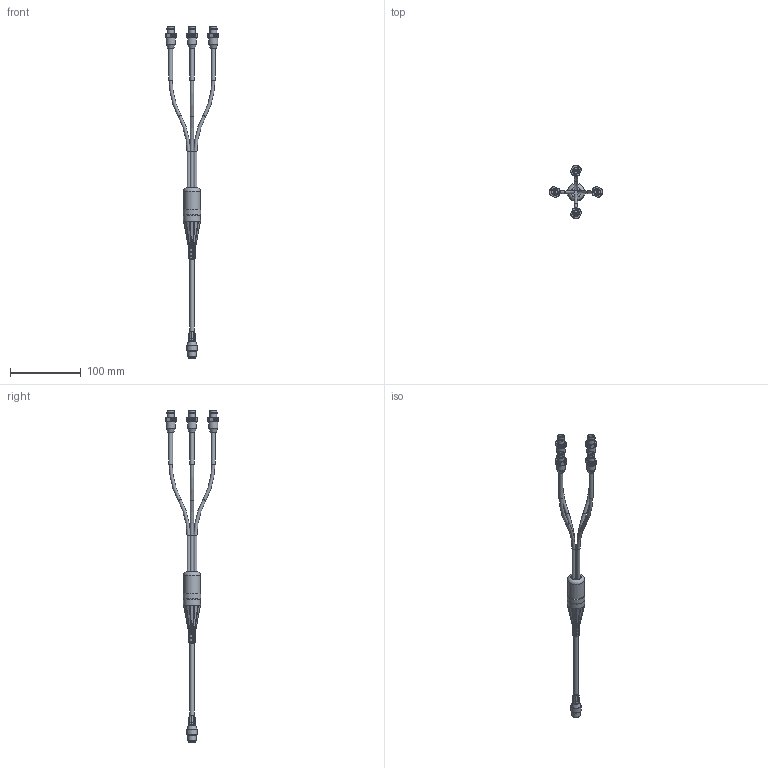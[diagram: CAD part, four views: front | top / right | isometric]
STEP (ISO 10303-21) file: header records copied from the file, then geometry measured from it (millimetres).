
FILE_DESCRIPTION(/* description */ (''),/* implementation_level */ '2;1');
FILE_NAME(/* name */ 'CMX2177.stp',/* time_stamp */ '2017-05-08T13:32:48-04:00',/* author */ ('aneininger'),/* organization */ ('CONNECTION TECHNOLOGY CENTER'),/* preprocessor_version */ 'ST-DEVELOPER v16.5',/* originating_system */ 'Autodesk Inventor 2017',/* authorisation */ '');
FILE_SCHEMA (('AUTOMOTIVE_DESIGN { 1 0 10303 214 3 1 1 }'));
Length unit declared in the file: inch
Products named in the file (1): Part19
Bounding box: 75.56 x 75.56 x 469.2 mm (x, y, z)
Volume: 60681.3 mm3; surface area: 33619.8 mm2
Topology: 5 solids, 5 shells, 1137 faces, 3078 edges, 2016 vertices
Faces by surface type: plane 736, cylinder 312, torus 31, cone 26, bspline 24, sphere 8
Full cylindrical faces by diameter (mm): 0.787 x8, 1.27 x8, 1.397 x8, 2.032 x8, 2.095 x4, 3.175 x4, 3.614 x4, 4.445 x4, 5.715 x4, 6.35 x5, 7.797 x4, 8.433 x1, 8.89 x1, 9.525 x1, 9.652 x8, 9.906 x4, 10.414 x1, 11.836 x1, 12.7 x4, 13.716 x1, 14.58 x1, 23.876 x1, 24.13 x1, 25.4 x1
Entity records: 36558 total; most frequent: CARTESIAN_POINT 7188, DIRECTION 5842, ORIENTED_EDGE 5742, EDGE_CURVE 2871, AXIS2_PLACEMENT_3D 1969, VERTEX_POINT 1955, LINE 1904, VECTOR 1904
